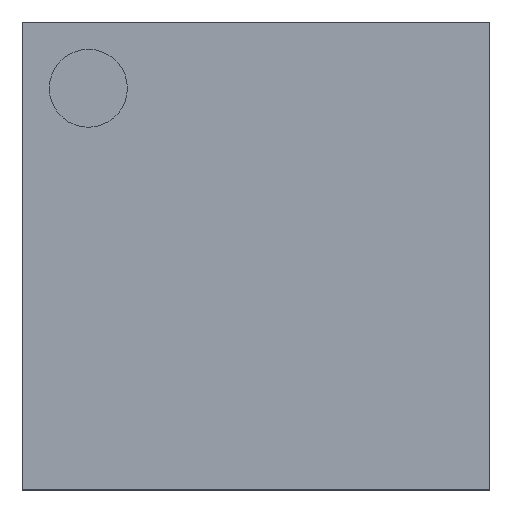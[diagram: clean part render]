
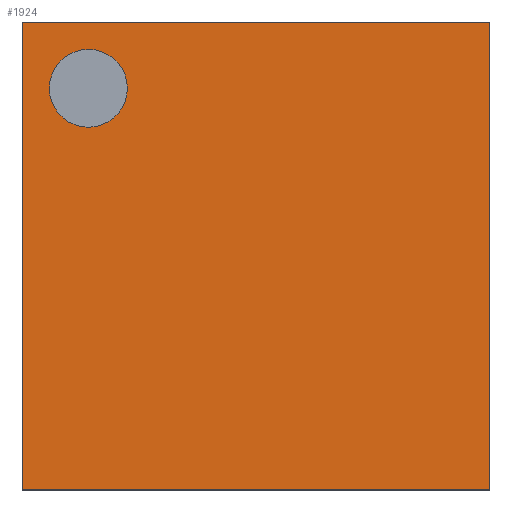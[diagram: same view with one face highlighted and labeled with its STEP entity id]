
A CAD part, top view. The second image highlights one B-rep face of the part: STEP entity #1924.
In plain terms, the highlighted planar face has unit normal (0, 0, 1).
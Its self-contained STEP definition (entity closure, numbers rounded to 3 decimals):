
#40=LINE($,#2790,#264);
#83=LINE($,#2901,#307);
#96=LINE($,#2917,#320);
#131=LINE($,#3007,#355);
#264=VECTOR($,#2243,3.);
#307=VECTOR($,#2338,3.);
#320=VECTOR($,#2353,3.);
#355=VECTOR($,#2430,3.);
#526=PLANE($,#2094);
#575=FACE_BOUND($,#757,.T.);
#637=FACE_OUTER_BOUND($,#756,.T.);
#756=EDGE_LOOP($,(#1576,#1577,#1578,#1579));
#757=EDGE_LOOP($,(#1580));
#818=CIRCLE($,#2028,0.25);
#876=VERTEX_POINT($,#2779);
#877=VERTEX_POINT($,#2783);
#880=VERTEX_POINT($,#2788);
#922=VERTEX_POINT($,#2899);
#924=VERTEX_POINT($,#2915);
#1064=EDGE_CURVE($,#876,#876,#818,.T.);
#1068=EDGE_CURVE($,#877,#880,#40,.T.);
#1121=EDGE_CURVE($,#880,#922,#83,.T.);
#1134=EDGE_CURVE($,#922,#924,#96,.T.);
#1177=EDGE_CURVE($,#924,#877,#131,.T.);
#1576=ORIENTED_EDGE($,*,*,#1134,.T.);
#1577=ORIENTED_EDGE($,*,*,#1177,.T.);
#1578=ORIENTED_EDGE($,*,*,#1068,.T.);
#1579=ORIENTED_EDGE($,*,*,#1121,.T.);
#1580=ORIENTED_EDGE($,*,*,#1064,.T.);
#1924=ADVANCED_FACE($,(#637,#575),#526,.T.);
#2028=AXIS2_PLACEMENT_3D($,#2780,#2234,#2235);
#2094=AXIS2_PLACEMENT_3D($,#3046,#2478,#2479);
#2234=DIRECTION('center_axis',(0.,0.,-1.));
#2235=DIRECTION('ref_axis',(1.,0.,0.));
#2243=DIRECTION($,(-1.,0.,0.));
#2338=DIRECTION($,(0.,-1.,0.));
#2353=DIRECTION($,(1.,0.,0.));
#2430=DIRECTION($,(0.,1.,0.));
#2478=DIRECTION('center_axis',(0.,0.,1.));
#2479=DIRECTION('ref_axis',(0.,-1.,0.));
#2779=CARTESIAN_POINT('',(-0.825,1.075,0.8));
#2780=CARTESIAN_POINT('Origin',(-1.075,1.075,0.8));
#2783=CARTESIAN_POINT('',(1.5,1.5,0.8));
#2788=CARTESIAN_POINT('',(-1.5,1.5,0.8));
#2790=CARTESIAN_POINT($,(0.,1.5,0.8));
#2899=CARTESIAN_POINT('',(-1.5,-1.5,0.8));
#2901=CARTESIAN_POINT($,(-1.5,0.,0.8));
#2915=CARTESIAN_POINT('',(1.5,-1.5,0.8));
#2917=CARTESIAN_POINT($,(0.,-1.5,0.8));
#3007=CARTESIAN_POINT($,(1.5,0.,0.8));
#3046=CARTESIAN_POINT('Origin',(0.,0.,0.8));
